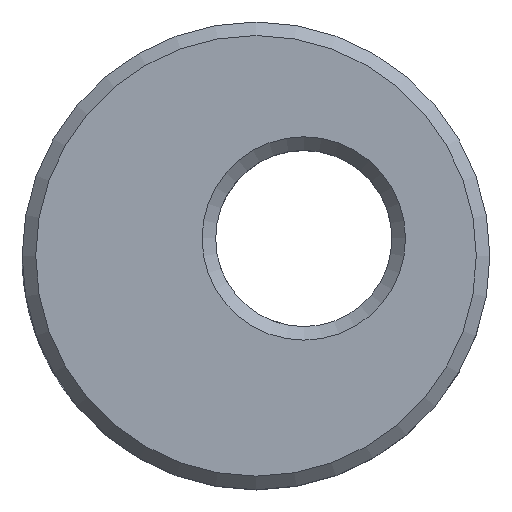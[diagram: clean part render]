
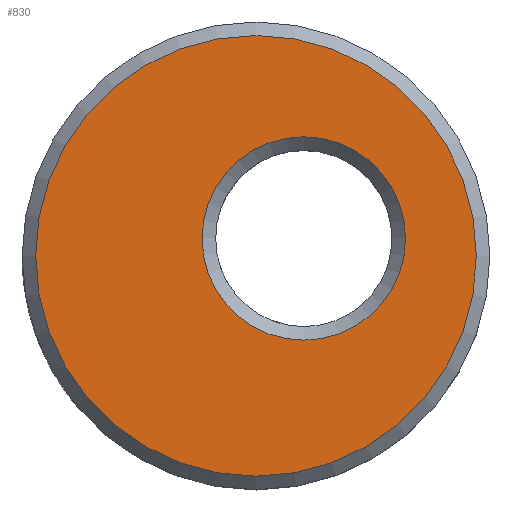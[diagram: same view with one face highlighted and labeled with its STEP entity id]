
A CAD part, top view. The second image highlights one B-rep face of the part: STEP entity #830.
In plain terms, the highlighted planar face has unit normal (0, 0, 1).
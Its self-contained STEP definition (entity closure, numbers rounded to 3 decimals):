
#105 = CONICAL_SURFACE('',#106,6.9,0.785);
#106 = AXIS2_PLACEMENT_3D('',#107,#108,#109);
#107 = CARTESIAN_POINT('',(0.,0.071,4.6));
#108 = DIRECTION('',(-0.,-0.,-1.));
#109 = DIRECTION('',(1.,0.,-0.));
#580 = VERTEX_POINT('',#581);
#581 = CARTESIAN_POINT('',(6.5,0.071,5.));
#604 = EDGE_CURVE('',#580,#580,#605,.T.);
#605 = SURFACE_CURVE('',#606,(#611,#618),.PCURVE_S1.);
#606 = CIRCLE('',#607,6.5);
#607 = AXIS2_PLACEMENT_3D('',#608,#609,#610);
#608 = CARTESIAN_POINT('',(0.,0.071,5.));
#609 = DIRECTION('',(0.,0.,1.));
#610 = DIRECTION('',(1.,0.,-0.));
#611 = PCURVE('',#105,#612);
#612 = DEFINITIONAL_REPRESENTATION('',(#613),#617);
#613 = LINE('',#614,#615);
#614 = CARTESIAN_POINT('',(-0.,-0.4));
#615 = VECTOR('',#616,1.);
#616 = DIRECTION('',(-1.,-0.));
#617 = ( GEOMETRIC_REPRESENTATION_CONTEXT(2) 
PARAMETRIC_REPRESENTATION_CONTEXT() REPRESENTATION_CONTEXT('2D SPACE',''
  ) );
#618 = PCURVE('',#619,#624);
#619 = PLANE('',#620);
#620 = AXIS2_PLACEMENT_3D('',#621,#622,#623);
#621 = CARTESIAN_POINT('',(0.,0.071,5.));
#622 = DIRECTION('',(0.,0.,1.));
#623 = DIRECTION('',(1.,0.,0.));
#624 = DEFINITIONAL_REPRESENTATION('',(#625),#629);
#625 = CIRCLE('',#626,6.5);
#626 = AXIS2_PLACEMENT_2D('',#627,#628);
#627 = CARTESIAN_POINT('',(0.,0.));
#628 = DIRECTION('',(1.,0.));
#629 = ( GEOMETRIC_REPRESENTATION_CONTEXT(2) 
PARAMETRIC_REPRESENTATION_CONTEXT() REPRESENTATION_CONTEXT('2D SPACE',''
  ) );
#830 = ADVANCED_FACE('',(#831,#862),#619,.T.);
#831 = FACE_BOUND('',#832,.T.);
#832 = EDGE_LOOP('',(#833));
#833 = ORIENTED_EDGE('',*,*,#834,.F.);
#834 = EDGE_CURVE('',#835,#835,#837,.T.);
#835 = VERTEX_POINT('',#836);
#836 = CARTESIAN_POINT('',(3.,1.571,5.));
#837 = SURFACE_CURVE('',#838,(#843,#850),.PCURVE_S1.);
#838 = CIRCLE('',#839,3.);
#839 = AXIS2_PLACEMENT_3D('',#840,#841,#842);
#840 = CARTESIAN_POINT('',(0.,1.571,5.));
#841 = DIRECTION('',(0.,0.,1.));
#842 = DIRECTION('',(1.,0.,-0.));
#843 = PCURVE('',#619,#844);
#844 = DEFINITIONAL_REPRESENTATION('',(#845),#849);
#845 = CIRCLE('',#846,3.);
#846 = AXIS2_PLACEMENT_2D('',#847,#848);
#847 = CARTESIAN_POINT('',(0.,1.5));
#848 = DIRECTION('',(1.,0.));
#849 = ( GEOMETRIC_REPRESENTATION_CONTEXT(2) 
PARAMETRIC_REPRESENTATION_CONTEXT() REPRESENTATION_CONTEXT('2D SPACE',''
  ) );
#850 = PCURVE('',#851,#856);
#851 = CONICAL_SURFACE('',#852,2.6,0.785);
#852 = AXIS2_PLACEMENT_3D('',#853,#854,#855);
#853 = CARTESIAN_POINT('',(0.,1.571,4.6));
#854 = DIRECTION('',(0.,0.,1.));
#855 = DIRECTION('',(1.,0.,0.));
#856 = DEFINITIONAL_REPRESENTATION('',(#857),#861);
#857 = LINE('',#858,#859);
#858 = CARTESIAN_POINT('',(-0.,0.4));
#859 = VECTOR('',#860,1.);
#860 = DIRECTION('',(1.,-0.));
#861 = ( GEOMETRIC_REPRESENTATION_CONTEXT(2) 
PARAMETRIC_REPRESENTATION_CONTEXT() REPRESENTATION_CONTEXT('2D SPACE',''
  ) );
#862 = FACE_BOUND('',#863,.T.);
#863 = EDGE_LOOP('',(#864));
#864 = ORIENTED_EDGE('',*,*,#604,.T.);
